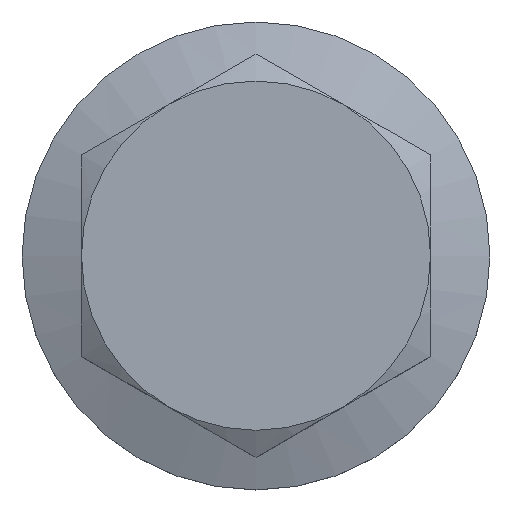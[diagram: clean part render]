
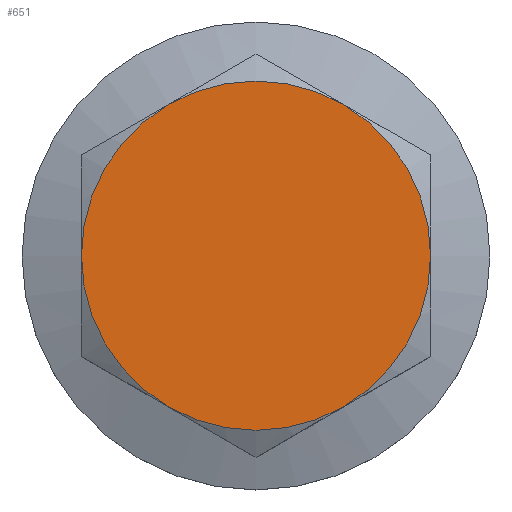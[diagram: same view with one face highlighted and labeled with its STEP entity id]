
A CAD part, top view. The second image highlights one B-rep face of the part: STEP entity #651.
In plain terms, the highlighted planar face has unit normal (0, 0, 1).
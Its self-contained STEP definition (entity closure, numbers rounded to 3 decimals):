
#3 = DIRECTION ( 'NONE',  ( 0., 0., 1. ) ) ;
#23 = EDGE_CURVE ( 'NONE', #668, #278, #287, .T. ) ;
#75 = CARTESIAN_POINT ( 'NONE',  ( -2.5, 4.33, 5.8 ) ) ;
#84 = AXIS2_PLACEMENT_3D ( 'NONE', #975, #850, #858 ) ;
#111 = DIRECTION ( 'NONE',  ( -1., 0., 0. ) ) ;
#188 = AXIS2_PLACEMENT_3D ( 'NONE', #704, #3, #458 ) ;
#205 = DIRECTION ( 'NONE',  ( 0., -1., 0. ) ) ;
#220 = ORIENTED_EDGE ( 'NONE', *, *, #23, .T. ) ;
#237 = EDGE_CURVE ( 'NONE', #1512, #1206, #935, .T. ) ;
#239 = CARTESIAN_POINT ( 'NONE',  ( 0., 0., 5.8 ) ) ;
#247 = DIRECTION ( 'NONE',  ( 0., 0., 1. ) ) ;
#278 = VERTEX_POINT ( 'NONE', #1300 ) ;
#287 = CIRCLE ( 'NONE', #523, 5. ) ;
#421 = PLANE ( 'NONE',  #1185 ) ;
#446 = ORIENTED_EDGE ( 'NONE', *, *, #766, .T. ) ;
#458 = DIRECTION ( 'NONE',  ( -1., 0., 0. ) ) ;
#459 = ORIENTED_EDGE ( 'NONE', *, *, #237, .T. ) ;
#470 = EDGE_CURVE ( 'NONE', #1507, #1491, #1061, .T. ) ;
#471 = DIRECTION ( 'NONE',  ( -1., 0., 0. ) ) ;
#523 = AXIS2_PLACEMENT_3D ( 'NONE', #566, #1389, #1274 ) ;
#525 = EDGE_LOOP ( 'NONE', ( #937, #459, #1291, #220, #446, #943 ) ) ;
#527 = CIRCLE ( 'NONE', #1260, 5. ) ;
#566 = CARTESIAN_POINT ( 'NONE',  ( 0., 0., 5.8 ) ) ;
#637 = DIRECTION ( 'NONE',  ( 0., 0., 1. ) ) ;
#651 = ADVANCED_FACE ( 'NONE', ( #1139 ), #421, .F. ) ;
#657 = AXIS2_PLACEMENT_3D ( 'NONE', #239, #1053, #111 ) ;
#668 = VERTEX_POINT ( 'NONE', #1035 ) ;
#691 = EDGE_CURVE ( 'NONE', #1206, #668, #527, .T. ) ;
#704 = CARTESIAN_POINT ( 'NONE',  ( 0., 0., 5.8 ) ) ;
#760 = CARTESIAN_POINT ( 'NONE',  ( -2.5, -4.33, 5.8 ) ) ;
#766 = EDGE_CURVE ( 'NONE', #278, #1507, #1378, .T. ) ;
#804 = EDGE_CURVE ( 'NONE', #1491, #1512, #1159, .T. ) ;
#850 = DIRECTION ( 'NONE',  ( 0., 0., 1. ) ) ;
#858 = DIRECTION ( 'NONE',  ( -1., 0., 0. ) ) ;
#893 = CARTESIAN_POINT ( 'NONE',  ( -5., -2.887, 5.8 ) ) ;
#935 = CIRCLE ( 'NONE', #995, 5. ) ;
#937 = ORIENTED_EDGE ( 'NONE', *, *, #804, .T. ) ;
#943 = ORIENTED_EDGE ( 'NONE', *, *, #470, .T. ) ;
#975 = CARTESIAN_POINT ( 'NONE',  ( 0., 0., 5.8 ) ) ;
#995 = AXIS2_PLACEMENT_3D ( 'NONE', #1436, #637, #1205 ) ;
#999 = CARTESIAN_POINT ( 'NONE',  ( 2.5, -4.33, 5.8 ) ) ;
#1035 = CARTESIAN_POINT ( 'NONE',  ( 5., 0., 5.8 ) ) ;
#1053 = DIRECTION ( 'NONE',  ( 0., 0., 1. ) ) ;
#1061 = CIRCLE ( 'NONE', #84, 5. ) ;
#1139 = FACE_OUTER_BOUND ( 'NONE', #525, .T. ) ;
#1159 = CIRCLE ( 'NONE', #188, 5. ) ;
#1169 = CARTESIAN_POINT ( 'NONE',  ( 0., 0., 5.8 ) ) ;
#1185 = AXIS2_PLACEMENT_3D ( 'NONE', #893, #1494, #205 ) ;
#1205 = DIRECTION ( 'NONE',  ( -1., 0., 0. ) ) ;
#1206 = VERTEX_POINT ( 'NONE', #999 ) ;
#1245 = CARTESIAN_POINT ( 'NONE',  ( -5., 0., 5.8 ) ) ;
#1260 = AXIS2_PLACEMENT_3D ( 'NONE', #1169, #247, #471 ) ;
#1274 = DIRECTION ( 'NONE',  ( -1., 0., 0. ) ) ;
#1291 = ORIENTED_EDGE ( 'NONE', *, *, #691, .T. ) ;
#1300 = CARTESIAN_POINT ( 'NONE',  ( 2.5, 4.33, 5.8 ) ) ;
#1378 = CIRCLE ( 'NONE', #657, 5. ) ;
#1389 = DIRECTION ( 'NONE',  ( 0., 0., 1. ) ) ;
#1436 = CARTESIAN_POINT ( 'NONE',  ( 0., 0., 5.8 ) ) ;
#1491 = VERTEX_POINT ( 'NONE', #1245 ) ;
#1494 = DIRECTION ( 'NONE',  ( 0., 0., -1. ) ) ;
#1507 = VERTEX_POINT ( 'NONE', #75 ) ;
#1512 = VERTEX_POINT ( 'NONE', #760 ) ;
